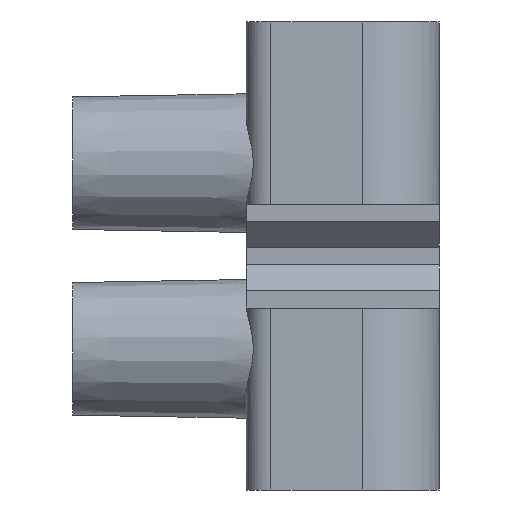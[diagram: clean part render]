
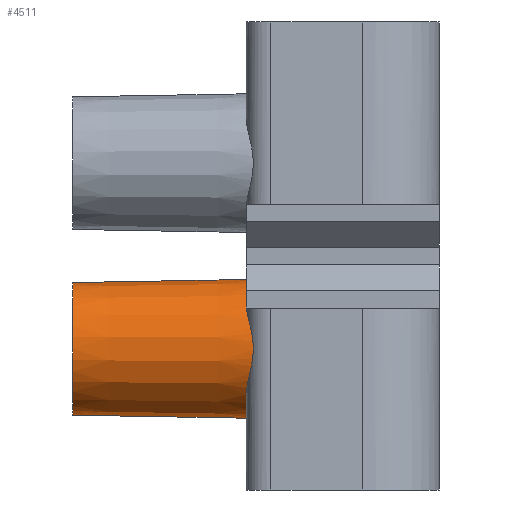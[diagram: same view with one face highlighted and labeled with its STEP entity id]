
A CAD part, left-side view. The second image highlights one B-rep face of the part: STEP entity #4511.
In plain terms, the highlighted conical face has half-angle 1 degrees and reference radius 2.8 mm.
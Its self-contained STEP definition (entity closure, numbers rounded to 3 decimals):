
#348 = DIRECTION ( 'NONE',  ( 0., 0., 1. ) ) ;
#354 = FACE_OUTER_BOUND ( 'NONE', #2456, .T. ) ;
#355 = DIRECTION ( 'NONE',  ( 0., -1., 0. ) ) ;
#357 = CARTESIAN_POINT ( 'NONE',  ( -9., 7.8, -3.75 ) ) ;
#565 = CARTESIAN_POINT ( 'NONE',  ( -11.1, 7.8, -5.602 ) ) ;
#574 = CARTESIAN_POINT ( 'NONE',  ( -9., 14.8, -6.428 ) ) ;
#578 = CARTESIAN_POINT ( 'NONE',  ( -9., 14.8, -1.072 ) ) ;
#587 = CARTESIAN_POINT ( 'NONE',  ( -9., 7.8, -0.95 ) ) ;
#591 = CARTESIAN_POINT ( 'NONE',  ( -9., 7.8, -6.55 ) ) ;
#594 = CARTESIAN_POINT ( 'NONE',  ( -11.1, 7.8, -1.898 ) ) ;
#766 = LINE ( 'NONE', #767, #6354 ) ;
#767 = CARTESIAN_POINT ( 'NONE',  ( -9., 7.8, -0.95 ) ) ;
#775 = DIRECTION ( 'NONE',  ( 0., -1., 0.017 ) ) ;
#781 = CARTESIAN_POINT ( 'NONE',  ( -9., 7.8, -3.75 ) ) ;
#782 = DIRECTION ( 'NONE',  ( 0., 1., 0. ) ) ;
#783 = DIRECTION ( 'NONE',  ( 0., 0., 1. ) ) ;
#785 = CARTESIAN_POINT ( 'NONE',  ( -11.1, 7.8, -5.602 ) ) ;
#786 = CARTESIAN_POINT ( 'NONE',  ( -11.214, 7.8, -5.472 ) ) ;
#791 = CARTESIAN_POINT ( 'NONE',  ( -11.314, 7.781, -5.336 ) ) ;
#792 = CARTESIAN_POINT ( 'NONE',  ( -11.489, 7.726, -5.047 ) ) ;
#793 = CARTESIAN_POINT ( 'NONE',  ( -11.563, 7.689, -4.895 ) ) ;
#794 = CARTESIAN_POINT ( 'NONE',  ( -11.681, 7.617, -4.584 ) ) ;
#795 = CARTESIAN_POINT ( 'NONE',  ( -11.727, 7.58, -4.424 ) ) ;
#796 = CARTESIAN_POINT ( 'NONE',  ( -11.789, 7.526, -4.092 ) ) ;
#797 = CARTESIAN_POINT ( 'NONE',  ( -11.805, 7.509, -3.92 ) ) ;
#798 = CARTESIAN_POINT ( 'NONE',  ( -11.805, 7.509, -3.58 ) ) ;
#799 = CARTESIAN_POINT ( 'NONE',  ( -11.789, 7.526, -3.408 ) ) ;
#800 = CARTESIAN_POINT ( 'NONE',  ( -11.727, 7.58, -3.076 ) ) ;
#801 = CARTESIAN_POINT ( 'NONE',  ( -11.681, 7.617, -2.916 ) ) ;
#802 = CARTESIAN_POINT ( 'NONE',  ( -11.562, 7.689, -2.604 ) ) ;
#803 = CARTESIAN_POINT ( 'NONE',  ( -11.488, 7.726, -2.452 ) ) ;
#804 = CARTESIAN_POINT ( 'NONE',  ( -11.314, 7.781, -2.164 ) ) ;
#805 = CARTESIAN_POINT ( 'NONE',  ( -11.214, 7.8, -2.028 ) ) ;
#806 = CARTESIAN_POINT ( 'NONE',  ( -11.1, 7.8, -1.898 ) ) ;
#809 = CARTESIAN_POINT ( 'NONE',  ( -9., 7.8, -3.75 ) ) ;
#810 = DIRECTION ( 'NONE',  ( 0., 1., 0. ) ) ;
#811 = DIRECTION ( 'NONE',  ( 0., 0., 1. ) ) ;
#831 = CARTESIAN_POINT ( 'NONE',  ( -9., 7.8, -6.55 ) ) ;
#832 = LINE ( 'NONE', #831, #6370 ) ;
#843 = DIRECTION ( 'NONE',  ( 0., -1., -0.017 ) ) ;
#845 = CARTESIAN_POINT ( 'NONE',  ( -9., 14.8, -3.75 ) ) ;
#846 = DIRECTION ( 'NONE',  ( 0., 1., 0. ) ) ;
#847 = DIRECTION ( 'NONE',  ( 0., 0., 1. ) ) ;
#2218 = ORIENTED_EDGE ( 'NONE', *, *, #7370, .F. ) ;
#2219 = ORIENTED_EDGE ( 'NONE', *, *, #7369, .T. ) ;
#2220 = ORIENTED_EDGE ( 'NONE', *, *, #7363, .T. ) ;
#2221 = ORIENTED_EDGE ( 'NONE', *, *, #7362, .T. ) ;
#2222 = ORIENTED_EDGE ( 'NONE', *, *, #7359, .T. ) ;
#2223 = ORIENTED_EDGE ( 'NONE', *, *, #7357, .F. ) ;
#2456 = EDGE_LOOP ( 'NONE', ( #2218, #2219, #2220, #2221, #2222, #2223 ) ) ;
#4511 = ADVANCED_FACE ( 'NONE', ( #354 ), #6284, .T. ) ;
#4585 = VERTEX_POINT ( 'NONE', #565 ) ;
#4594 = VERTEX_POINT ( 'NONE', #574 ) ;
#4598 = VERTEX_POINT ( 'NONE', #578 ) ;
#4607 = VERTEX_POINT ( 'NONE', #587 ) ;
#4611 = VERTEX_POINT ( 'NONE', #591 ) ;
#4614 = VERTEX_POINT ( 'NONE', #594 ) ;
#6284 = CONICAL_SURFACE ( 'NONE', #6285, 2.8, 0.017 ) ;
#6285 = AXIS2_PLACEMENT_3D ( 'NONE', #357, #355, #348 ) ;
#6354 = VECTOR ( 'NONE', #775, 1000. ) ;
#6357 = CIRCLE ( 'NONE', #6360, 2.8 ) ;
#6360 = AXIS2_PLACEMENT_3D ( 'NONE', #781, #782, #783 ) ;
#6364 = CIRCLE ( 'NONE', #6365, 2.8 ) ;
#6365 = AXIS2_PLACEMENT_3D ( 'NONE', #809, #810, #811 ) ;
#6370 = VECTOR ( 'NONE', #843, 1000. ) ;
#6372 = CIRCLE ( 'NONE', #6374, 2.678 ) ;
#6374 = AXIS2_PLACEMENT_3D ( 'NONE', #845, #846, #847 ) ;
#7329 = B_SPLINE_CURVE_WITH_KNOTS ( 'NONE', 3,
 ( #785, #786, #791, #792, #793, #794, #795, #796, #797, #798, #799, #800, #801, #802, #803, #804, #805, #806 ),
 .UNSPECIFIED., .F., .F.,
 ( 4, 2, 2, 2, 2, 2, 2, 2, 4 ),
 ( 0., 0.001, 0.001, 0.002, 0.002, 0.003, 0.003, 0.004, 0.004 ),
 .UNSPECIFIED. ) ;
#7357 = EDGE_CURVE ( 'NONE', #4598, #4607, #766, .T. ) ;
#7359 = EDGE_CURVE ( 'NONE', #4614, #4607, #6357, .T. ) ;
#7362 = EDGE_CURVE ( 'NONE', #4585, #4614, #7329, .T. ) ;
#7363 = EDGE_CURVE ( 'NONE', #4611, #4585, #6364, .T. ) ;
#7369 = EDGE_CURVE ( 'NONE', #4594, #4611, #832, .T. ) ;
#7370 = EDGE_CURVE ( 'NONE', #4594, #4598, #6372, .T. ) ;
